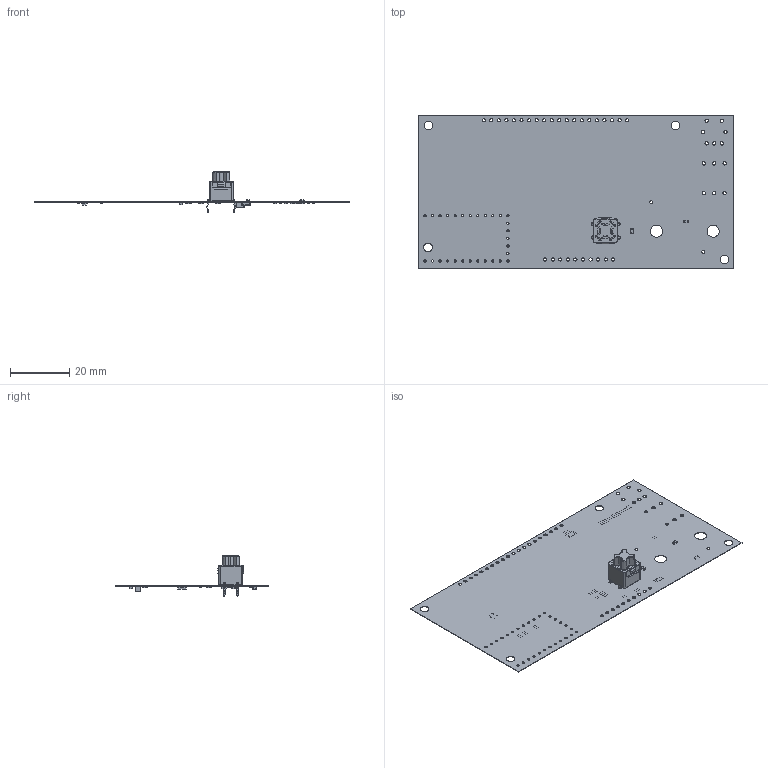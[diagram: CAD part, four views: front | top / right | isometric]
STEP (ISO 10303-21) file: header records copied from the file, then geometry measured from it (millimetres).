
FILE_DESCRIPTION(('Open CASCADE Model'),'2;1');
FILE_NAME('Open CASCADE Shape Model','2018-08-08T10:37:16',('Author'),( 'Open CASCADE'),'Open CASCADE STEP processor 6.8','Open CASCADE 6.8' ,'Unknown');
FILE_SCHEMA(('AUTOMOTIVE_DESIGN { 1 0 10303 214 1 1 1 1 }'));
Length unit declared in the file: millimetre
Products named in the file (46): PCB; Board; R20; RES-0603; Resistor_0603; R19; R18; R16; RES-0805; Resistor_0805; S2; SKPFAA; R13; R12; R5; R4; R3; R1; LED2; 0603-led; SW3dPS-LED_SMD0603; LED1; D1; SOT23; SOT-23; R9; R8; R7; R2; R6; C1; CAP-0603; Capacitor_0603; C2; 150828528; Extruded; 150828392; R17; RES-1206; C3 ...
Assembly tree (66 placements, depth 4):
  PCB
    Board
    R20
      RES-0603
        Resistor_0603
    R19
      RES-0603
        Resistor_0603
    R18
      RES-0603
        Resistor_0603
    R16
      RES-0805
        Resistor_0805
    S2
      SKPFAA
    R13
      RES-0603
        Resistor_0603
    R12
      RES-0603
        Resistor_0603
    R5
      RES-0603
        Resistor_0603
    R4
      RES-0603
        Resistor_0603
    R3
      RES-0603
        Resistor_0603
    R1
      RES-0603
        Resistor_0603
    LED2
      0603-led
        SW3dPS-LED_SMD0603
    LED1
      0603-led
        SW3dPS-LED_SMD0603
    D1
      SOT23
        SOT-23
    R9
      RES-0603
        Resistor_0603
    R8
      RES-0603
        Resistor_0603
    R7
      RES-0603
        Resistor_0603
    R2
      RES-0603
        Resistor_0603
    R6
      RES-0603
        Resistor_0603
    C1
      CAP-0603
Bounding box: 106.3 x 51.82 x 13.5 mm (x, y, z)
Volume: 1495.6 mm3; surface area: 11742.6 mm2
Topology: 39 solids, 40 shells, 1094 faces, 2689 edges, 1717 vertices
Faces by surface type: plane 764, cylinder 234, bspline 68, torus 12, sphere 8, revolution 4, cone 4
Full cylindrical faces by diameter (mm): 0.762 x29, 1.016 x2, 1.067 x34, 1.143 x13, 2.921 x4, 4.064 x2
Entity records: 30444 total; most frequent: CARTESIAN_POINT 8247, ORIENTED_EDGE 3730, DIRECTION 3587, EDGE_CURVE 1865, LINE 1229, VECTOR 1229, AXIS2_PLACEMENT_3D 1177, VERTEX_POINT 1173
